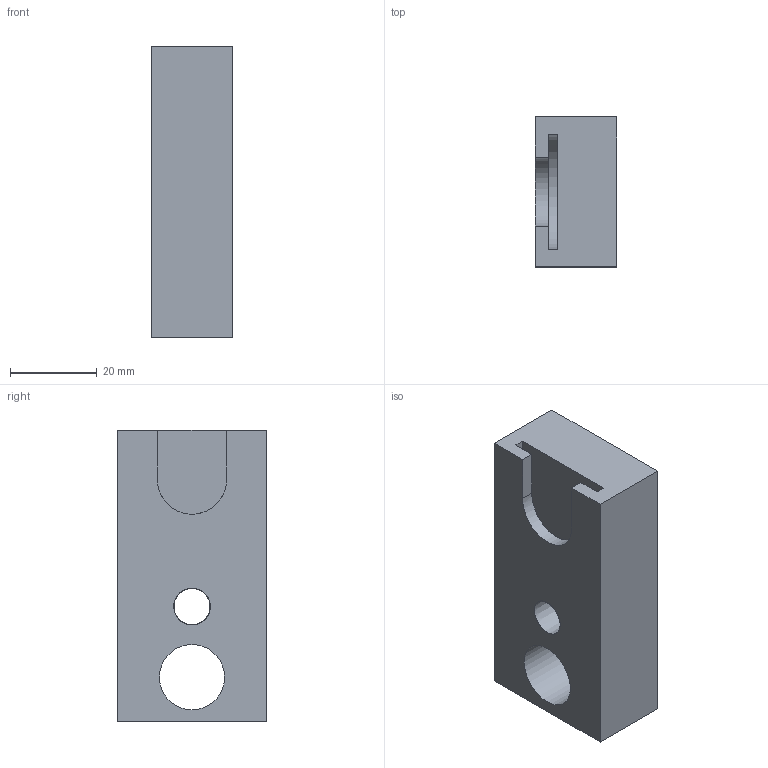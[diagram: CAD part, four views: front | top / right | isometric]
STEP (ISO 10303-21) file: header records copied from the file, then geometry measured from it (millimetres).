
FILE_DESCRIPTION(/* description */ (''),/* implementation_level */ '2;1');
FILE_NAME(/* name */ 'Plunger v14.step',/* time_stamp */ '2025-05-12T17:06:33+02:00',/* author */ (''),/* organization */ (''),/* preprocessor_version */ 'ST-DEVELOPER v20.1',/* originating_system */ 'Autodesk Translation Framework v14.4.0.0',/* authorisation */ '');
FILE_SCHEMA (('AUTOMOTIVE_DESIGN { 1 0 10303 214 3 1 1 }'));
Length unit declared in the file: millimetre
Products named in the file (1): Plunger
Bounding box: 18.75 x 34.5 x 67.1 mm (x, y, z)
Volume: 35015.7 mm3; surface area: 10677.6 mm2
Topology: 1 solids, 1 shells, 39 faces, 111 edges, 75 vertices
Faces by surface type: plane 32, cone 4, cylinder 2, bspline 1
Full cylindrical faces by diameter (mm): 15.05 x1
Entity records: 1398 total; most frequent: CARTESIAN_POINT 327, ORIENTED_EDGE 222, DIRECTION 200, EDGE_CURVE 111, LINE 86, VECTOR 86, VERTEX_POINT 75, AXIS2_PLACEMENT_3D 57
